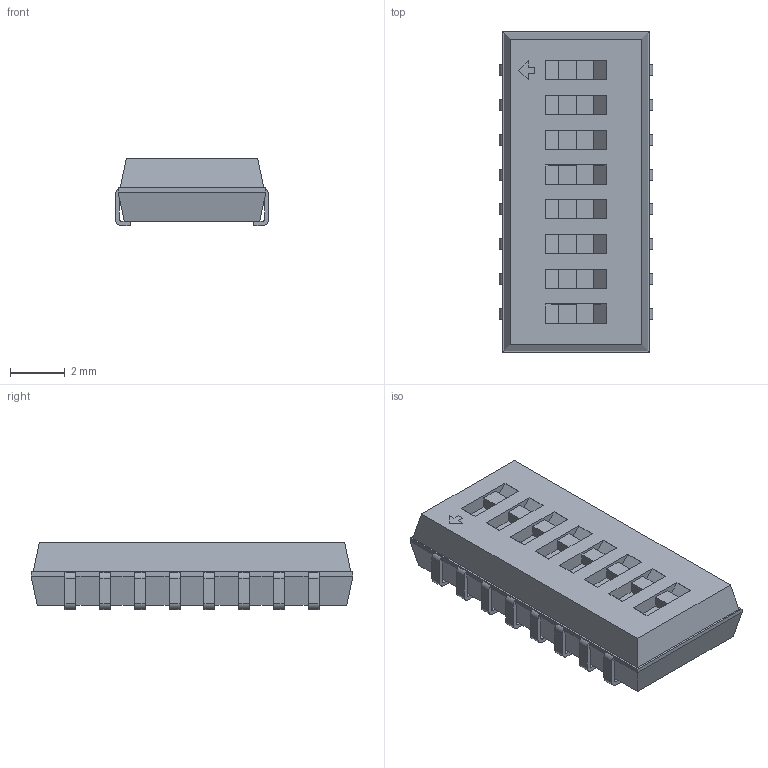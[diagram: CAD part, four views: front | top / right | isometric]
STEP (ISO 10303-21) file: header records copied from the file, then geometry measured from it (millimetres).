
FILE_DESCRIPTION(/* description */ ('model of SW_DIP_SPSTx08_Slide_KingTek_DSHP08TJ_W5.25mm_P1.27mm_JPin'),/* implementation_level */ '2;1');
FILE_NAME(/* name */ 'SW_DIP_SPSTx08_Slide_KingTek_DSHP08TJ_W5.25mm_P1.27mm_JPin.step',/* time_stamp */ '2018-12-27T15:18:20',/* author */ ('Terje Io','https://github.com/terjeio'),/* organization */ ('FreeCAD'),/* preprocessor_version */ 'OCC',/* originating_system */ 'kicad StepUp',/* authorisation */ '');
FILE_SCHEMA(('AUTOMOTIVE_DESIGN { 1 0 10303 214 1 1 1 1 }'));
Length unit declared in the file: millimetre
Products named in the file (1): SW_DIP_SPSTx08_Slide_KingTek_DSHP08TJ_W525mm_P127mm_JPin
Bounding box: 5.6 x 11.76 x 2.45 mm (x, y, z)
Volume: 133 mm3; surface area: 229.7 mm2
Topology: 1 solids, 1 shells, 267 faces, 827 edges, 539 vertices
Faces by surface type: plane 207, cylinder 48, bspline 12
Entity records: 6114 total; most frequent: ORIENTED_EDGE 1275, CARTESIAN_POINT 973, EDGE_CURVE 827, LINE 571, VERTEX_POINT 539, AXIS2_PLACEMENT_3D 336, FACE_BOUND 276, EDGE_LOOP 275
